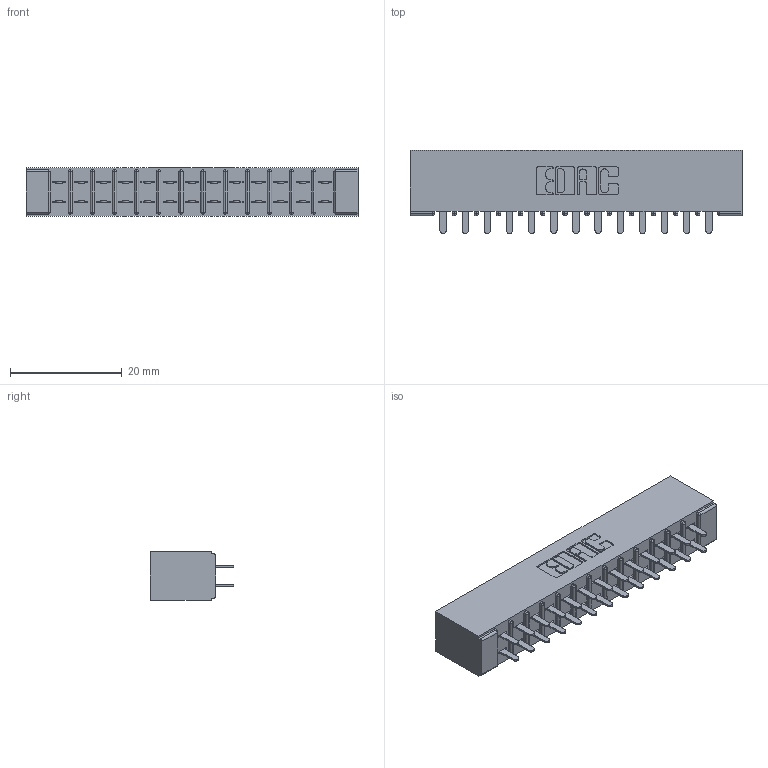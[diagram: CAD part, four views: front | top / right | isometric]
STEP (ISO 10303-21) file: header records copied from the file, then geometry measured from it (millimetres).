
FILE_DESCRIPTION (( 'STEP AP203' ), '1' );
FILE_NAME ('315-026-521-201.STEP', '2019-09-10T14:53:47', ( '' ), ( '' ), 'SwSTEP 2.0', 'SolidWorks 2016', '' );
FILE_SCHEMA (( 'CONFIG_CONTROL_DESIGN' ));
Length unit declared in the file: inch
Products named in the file (3): 305 Part_No Mounting; 315-026-521-201; 305-290-001_521
Assembly tree (27 placements, depth 2):
  315-026-521-201
    305 Part_No Mounting
    305-290-001_521  x26
Bounding box: 59.39 x 14.86 x 8.71 mm (x, y, z)
Volume: 3908.8 mm3; surface area: 7295.8 mm2
Topology: 27 solids, 27 shells, 1304 faces, 3711 edges, 2402 vertices
Faces by surface type: plane 766, cylinder 486, sphere 52
Entity records: 17208 total; most frequent: CARTESIAN_POINT 2845, ORIENTED_EDGE 2818, DIRECTION 2773, EDGE_CURVE 1409, VECTOR 1113, LINE 1113, VERTEX_POINT 902, AXIS2_PLACEMENT_3D 830
